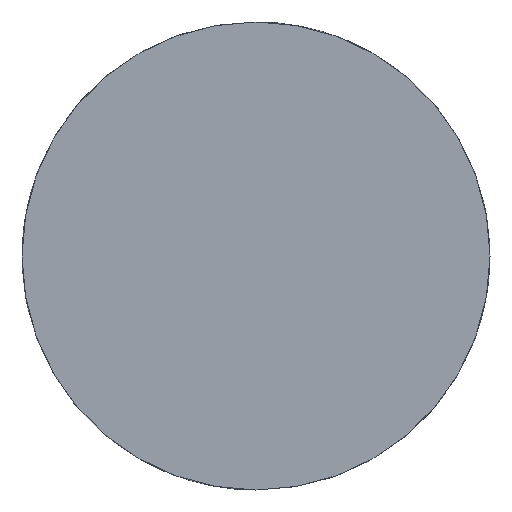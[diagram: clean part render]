
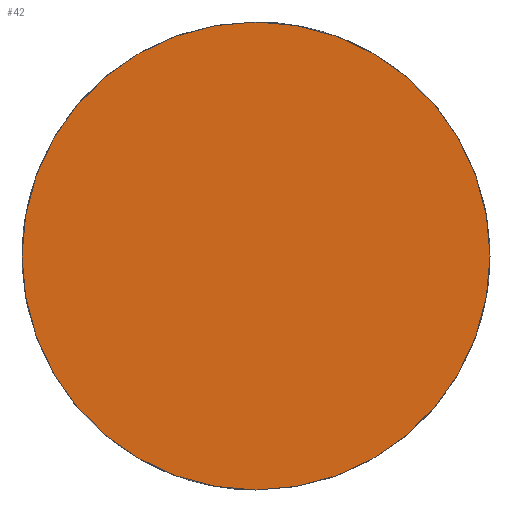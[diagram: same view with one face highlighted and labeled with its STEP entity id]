
A CAD part, left-side view. The second image highlights one B-rep face of the part: STEP entity #42.
In plain terms, the highlighted planar face has unit normal (-1, 0, 0).
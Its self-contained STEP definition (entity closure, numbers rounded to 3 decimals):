
#5 = FACE_OUTER_BOUND ( 'NONE', #124, .T. ) ;
#18 = CARTESIAN_POINT ( 'NONE',  ( 0., 25.4, -25.4 ) ) ;
#22 = AXIS2_PLACEMENT_3D ( 'NONE', #137, #63, #129 ) ;
#31 = CARTESIAN_POINT ( 'NONE',  ( 0., 25.4, 25.4 ) ) ;
#42 = ADVANCED_FACE ( 'NONE', ( #5 ), #93, .F. ) ;
#44 = DIRECTION ( 'NONE',  ( -1., 0., 0. ) ) ;
#45 = AXIS2_PLACEMENT_3D ( 'NONE', #48, #47, #108 ) ;
#47 = DIRECTION ( 'NONE',  ( 1., 0., 0. ) ) ;
#48 = CARTESIAN_POINT ( 'NONE',  ( 0., 50.8, -25.4 ) ) ;
#63 = DIRECTION ( 'NONE',  ( -1., 0., 0. ) ) ;
#66 = ORIENTED_EDGE ( 'NONE', *, *, #133, .T. ) ;
#67 = VERTEX_POINT ( 'NONE', #18 ) ;
#68 = AXIS2_PLACEMENT_3D ( 'NONE', #118, #44, #104 ) ;
#74 = VERTEX_POINT ( 'NONE', #31 ) ;
#93 = PLANE ( 'NONE',  #45 ) ;
#94 = ORIENTED_EDGE ( 'NONE', *, *, #123, .T. ) ;
#104 = DIRECTION ( 'NONE',  ( 0., 0., 1. ) ) ;
#108 = DIRECTION ( 'NONE',  ( 0., 0., -1. ) ) ;
#118 = CARTESIAN_POINT ( 'NONE',  ( 0., 25.4, 0. ) ) ;
#123 = EDGE_CURVE ( 'NONE', #67, #74, #135, .T. ) ;
#124 = EDGE_LOOP ( 'NONE', ( #66, #94 ) ) ;
#129 = DIRECTION ( 'NONE',  ( 0., 0., 1. ) ) ;
#133 = EDGE_CURVE ( 'NONE', #74, #67, #134, .T. ) ;
#134 = CIRCLE ( 'NONE', #22, 25.4 ) ;
#135 = CIRCLE ( 'NONE', #68, 25.4 ) ;
#137 = CARTESIAN_POINT ( 'NONE',  ( 0., 25.4, 0. ) ) ;
